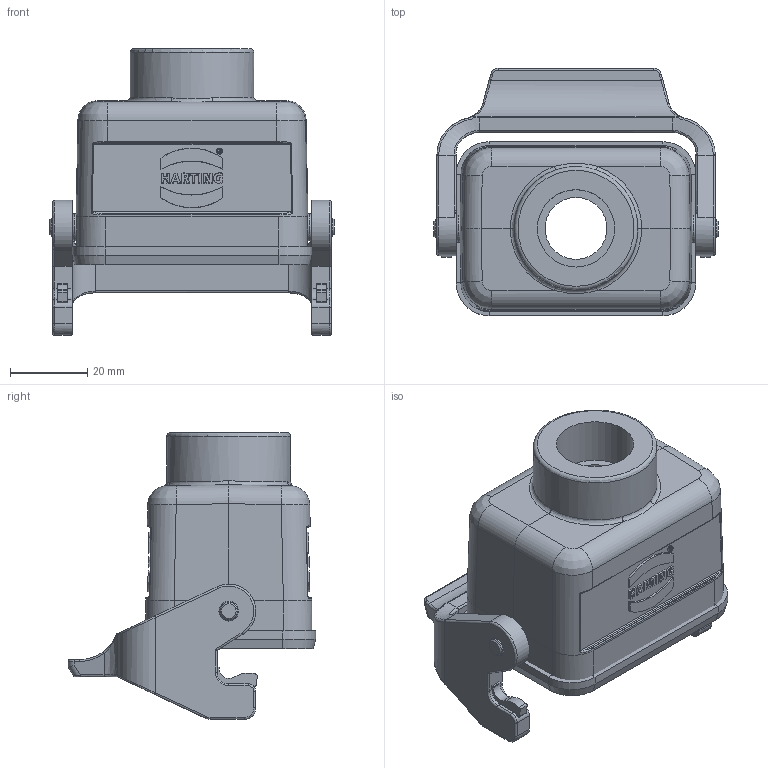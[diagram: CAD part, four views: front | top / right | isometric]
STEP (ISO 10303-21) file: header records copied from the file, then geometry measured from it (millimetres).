
FILE_DESCRIPTION(/* description */ (''),/* implementation_level */ '2;1');
FILE_NAME(/* name */ '100095332ugm000_e.stp',/* time_stamp */ '2017-11-03T12:15:42+01:00',/* author */ (''),/* organization */ (''),/* preprocessor_version */ 'ST-DEVELOPER v16',/* originating_system */ 'SIEMENS PLM Software NX 10.0',/* authorisation */ '');
FILE_SCHEMA (('AUTOMOTIVE_DESIGN { 1 0 10303 214 3 1 1 1 }'));
Length unit declared in the file: millimetre
Products named in the file (1): 100095332ugm000_e
Bounding box: 73.6 x 64 x 74.2 mm (x, y, z)
Volume: 52915.8 mm3; surface area: 31515.8 mm2
Topology: 5 solids, 5 shells, 646 faces, 2159 edges, 2058 vertices
Faces by surface type: plane 312, cylinder 162, bspline 136, cone 20, torus 14, sphere 2
Full cylindrical faces by diameter (mm): 2.05 x2, 2.95 x2, 3 x4, 4 x2, 4.8 x2, 5.1 x2, 7 x2, 16 x1, 20 x1, 32 x1
Entity records: 31392 total; most frequent: CARTESIAN_POINT 11382, ORIENTED_EDGE 3070, DIRECTION 2907, EDGE_CURVE 1535, LINE 1001, VECTOR 1001, VERTEX_POINT 988, AXIS2_PLACEMENT_3D 953
